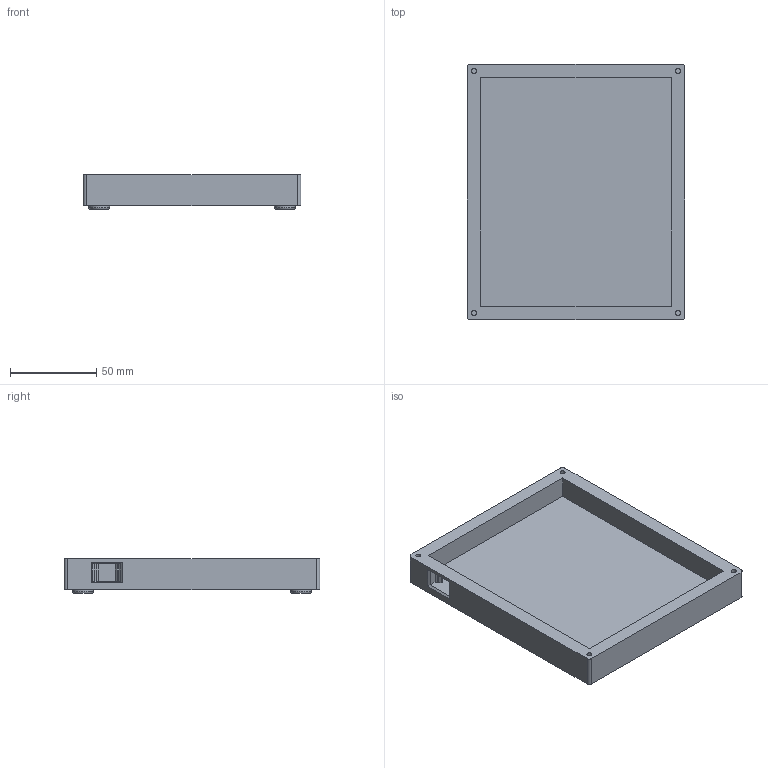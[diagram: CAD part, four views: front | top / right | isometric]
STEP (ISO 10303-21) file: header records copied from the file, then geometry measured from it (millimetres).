
FILE_DESCRIPTION(/* description */ (''),/* implementation_level */ '2;1');
FILE_NAME(/* name */ 'Component1.step',/* time_stamp */ '2025-12-07T04:05:07+08:00',/* author */ (''),/* organization */ (''),/* preprocessor_version */ 'ST-DEVELOPER v20.1',/* originating_system */ 'Autodesk Translation Framework v14.10.0.0',/* authorisation */ '');
FILE_SCHEMA (('AUTOMOTIVE_DESIGN { 1 0 10303 214 3 1 1 }'));
Length unit declared in the file: millimetre
Products named in the file (1): FusionComponent
Bounding box: 126 x 148 x 20 mm (x, y, z)
Volume: 145873.2 mm3; surface area: 54337.3 mm2
Topology: 1 solids, 1 shells, 58 faces, 128 edges, 84 vertices
Faces by surface type: plane 38, cylinder 16, torus 4
Full cylindrical faces by diameter (mm): 2.9 x4, 8 x4, 12 x4
Entity records: 1641 total; most frequent: DIRECTION 290, CARTESIAN_POINT 271, ORIENTED_EDGE 256, EDGE_CURVE 128, AXIS2_PLACEMENT_3D 103, LINE 84, VECTOR 84, VERTEX_POINT 84
